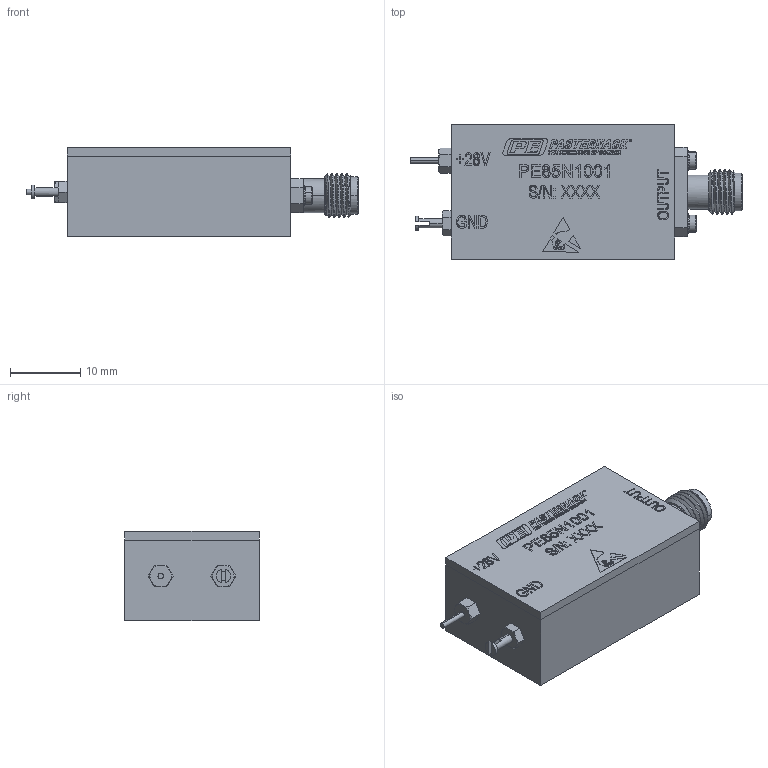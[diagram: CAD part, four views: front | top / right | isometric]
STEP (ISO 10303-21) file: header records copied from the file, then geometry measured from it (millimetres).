
FILE_DESCRIPTION (( 'STEP AP203' ), '1' );
FILE_NAME ('PE85N1001.step', '2019-06-28T23:25:40', ( '' ), ( '' ), 'SwSTEP 2.0', 'SolidWorks 2018', '' );
FILE_SCHEMA (( 'CONFIG_CONTROL_DESIGN' ));
Length unit declared in the file: inch
Products named in the file (1): PE85N1001
Bounding box: 47.12 x 19.05 x 12.7 mm (x, y, z)
Volume: 7918.8 mm3; surface area: 3140.9 mm2
Topology: 2 solids, 2 shells, 1213 faces, 3204 edges, 2107 vertices
Faces by surface type: plane 712, bspline 277, cylinder 167, cone 54, torus 3
Entity records: 51975 total; most frequent: CARTESIAN_POINT 23745, ORIENTED_EDGE 6384, DIRECTION 4763, EDGE_CURVE 3192, VECTOR 2185, LINE 2185, VERTEX_POINT 2107, EDGE_LOOP 1339
